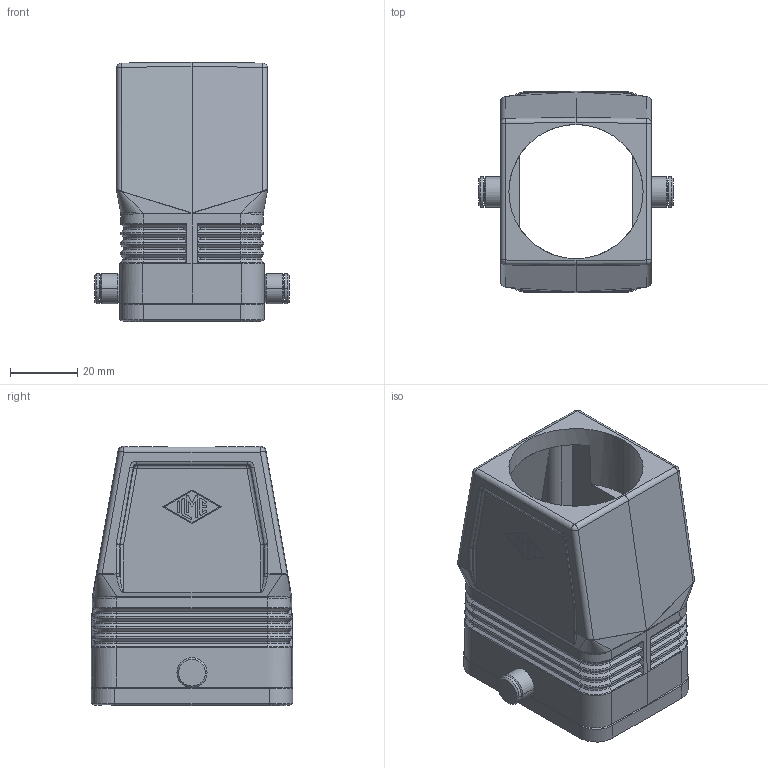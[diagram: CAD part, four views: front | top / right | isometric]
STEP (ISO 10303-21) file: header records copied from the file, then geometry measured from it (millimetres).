
FILE_DESCRIPTION(('Creo Elements/Direct Modeling STEP Export'),'2;1');
FILE_NAME('0ln7uvk4pm7j7as5848','2019-03-12T15:12:58',(''),(''),'PTC Creo Elements/Direct Modeling STEP processor for AP214 (Solid Model)','PTC Creo Elements/Direct Modeling 19.0E 27-Jun-2016 (C) Parametric Technology GmbH','');
FILE_SCHEMA(('AUTOMOTIVE_DESIGN { 1 0 10303 214 1 1 1 1 }'));
Length unit declared in the file: millimetre
Products named in the file (2): MFV_06_GYC40
Assembly tree (1 placements, depth 2):
  MFV_06_GYC40
    MFV_06_GYC40
Bounding box: 58 x 60 x 77.25 mm (x, y, z)
Volume: 59532.1 mm3; surface area: 31157.6 mm2
Topology: 1 solids, 1 shells, 518 faces, 1246 edges, 724 vertices
Faces by surface type: plane 172, cylinder 168, bspline 148, sphere 14, cone 12, torus 4
Entity records: 32203 total; most frequent: CARTESIAN_POINT 21766, ORIENTED_EDGE 2440, DIRECTION 1692, EDGE_CURVE 1220, VERTEX_POINT 724, AXIS2_PLACEMENT_3D 574, VECTOR 544, LINE 544
